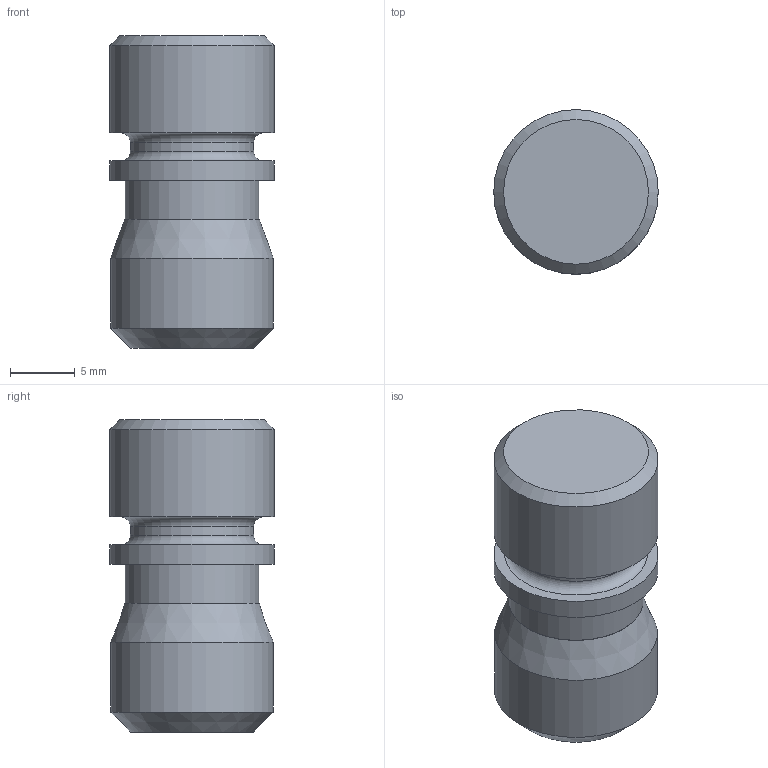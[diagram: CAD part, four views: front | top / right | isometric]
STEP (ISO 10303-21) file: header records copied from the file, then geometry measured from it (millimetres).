
FILE_DESCRIPTION(/* description */ (''),/* implementation_level */ '2;1');
FILE_NAME(/* name */ '[S1933] Round Pin.step',/* time_stamp */ '2024-09-18T11:06:36-04:00',/* author */ (''),/* organization */ (''),/* preprocessor_version */ 'ST-DEVELOPER v20',/* originating_system */ 'Autodesk Translation Framework v13.14.0.145',/* authorisation */ '');
FILE_SCHEMA (('AUTOMOTIVE_DESIGN { 1 0 10303 214 3 1 1 }'));
Length unit declared in the file: inch
Products named in the file (1): Round Pin
Bounding box: 12.7 x 12.7 x 24.13 mm (x, y, z)
Volume: 2672.5 mm3; surface area: 1239.9 mm2
Topology: 1 solids, 1 shells, 16 faces, 28 edges, 18 vertices
Faces by surface type: plane 6, cylinder 5, cone 3, torus 2
Full cylindrical faces by diameter (mm): 9.5 x1, 10.338 x1, 12.563 x1, 12.7 x2
Entity records: 438 total; most frequent: DIRECTION 82, CARTESIAN_POINT 63, ORIENTED_EDGE 56, AXIS2_PLACEMENT_3D 37, EDGE_CURVE 28, EDGE_LOOP 20, CIRCLE 20, VERTEX_POINT 18
